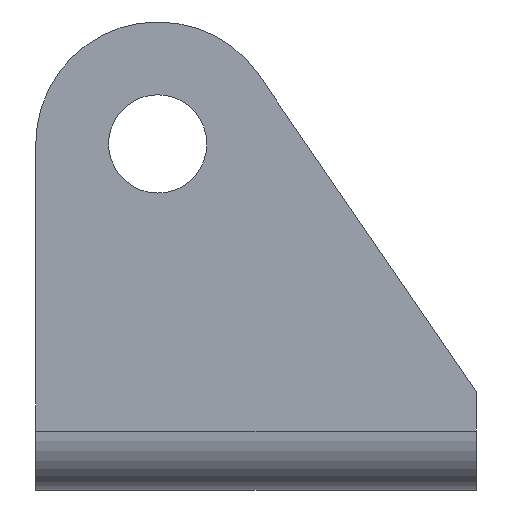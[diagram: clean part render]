
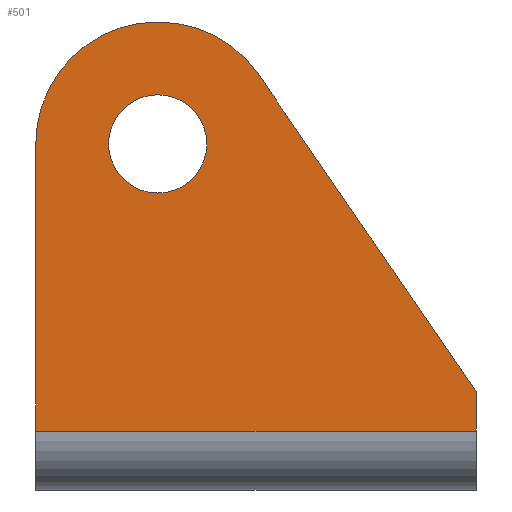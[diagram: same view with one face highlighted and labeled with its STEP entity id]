
A CAD part, left-side view. The second image highlights one B-rep face of the part: STEP entity #501.
In plain terms, the highlighted planar face has unit normal (-1, 0, 0).
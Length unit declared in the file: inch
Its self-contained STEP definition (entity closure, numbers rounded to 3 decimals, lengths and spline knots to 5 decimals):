
#199=CARTESIAN_POINT('',(-0.56767,0.40578,0.755));
#200=VERTEX_POINT('',#199);
#209=CARTESIAN_POINT('',(-0.56767,0.40578,1.005));
#210=VERTEX_POINT('',#209);
#211=CARTESIAN_POINT('',(-0.56767,0.40578,0.88));
#212=DIRECTION('',(1.0,0.0,0.0));
#213=DIRECTION('',(0.0,0.0,-1.0));
#214=AXIS2_PLACEMENT_3D('',#211,#212,#213);
#215=CIRCLE('',#214,0.125);
#216=EDGE_CURVE('',#210,#200,#215,.T.);
#241=CARTESIAN_POINT('',(-0.56767,0.62498,1.0992));
#242=VERTEX_POINT('',#241);
#251=CARTESIAN_POINT('',(-0.56767,0.40578,1.19));
#252=VERTEX_POINT('',#251);
#253=CARTESIAN_POINT('',(-0.56767,0.40578,0.88));
#254=DIRECTION('',(1.,0.,0.));
#255=DIRECTION('',(0.,0.707,0.707));
#256=AXIS2_PLACEMENT_3D('',#253,#254,#255);
#257=CIRCLE('',#256,0.31);
#258=EDGE_CURVE('',#242,#252,#257,.T.);
#285=CARTESIAN_POINT('',(-0.56767,0.25958,1.15429));
#286=VERTEX_POINT('',#285);
#302=CARTESIAN_POINT('',(-0.56767,0.40402,1.19));
#303=VERTEX_POINT('',#302);
#310=CARTESIAN_POINT('',(-0.56767,0.40402,0.88));
#311=DIRECTION('',(1.0,0.0,0.0));
#312=DIRECTION('',(0.0,-0.466,0.885));
#313=AXIS2_PLACEMENT_3D('',#310,#311,#312);
#314=CIRCLE('',#313,0.31);
#315=EDGE_CURVE('',#303,#286,#314,.T.);
#326=CARTESIAN_POINT('',(-0.56767,0.14841,1.05539));
#327=VERTEX_POINT('',#326);
#328=CARTESIAN_POINT('',(-0.56767,0.40402,0.88));
#329=DIRECTION('',(1.0,0.0,0.0));
#330=DIRECTION('',(0.0,-0.466,0.885));
#331=AXIS2_PLACEMENT_3D('',#328,#329,#330);
#332=CIRCLE('',#331,0.31);
#333=EDGE_CURVE('',#286,#327,#332,.T.);
#425=CARTESIAN_POINT('',(-0.56767,-0.40422,0.25));
#426=VERTEX_POINT('',#425);
#427=CARTESIAN_POINT('',(-0.56767,0.14841,1.05539));
#428=DIRECTION('',(0.,-0.566,-0.825));
#429=VECTOR('',#428,0.97676);
#430=LINE('',#427,#429);
#431=EDGE_CURVE('',#327,#426,#430,.T.);
#443=CARTESIAN_POINT('',(-0.56767,0.15578,0.655));
#444=DIRECTION('',(1.0,0.0,0.0));
#445=DIRECTION('',(0.0,0.0,-1.0));
#446=AXIS2_PLACEMENT_3D('',#443,#444,#445);
#447=PLANE('',#446);
#448=ORIENTED_EDGE('',*,*,#315,.F.);
#449=CARTESIAN_POINT('',(-0.56767,0.40578,1.19));
#450=DIRECTION('',(0.0,-1.0,0.0));
#451=VECTOR('',#450,0.00175);
#452=LINE('',#449,#451);
#453=EDGE_CURVE('',#252,#303,#452,.T.);
#454=ORIENTED_EDGE('',*,*,#453,.F.);
#455=ORIENTED_EDGE('',*,*,#258,.F.);
#456=CARTESIAN_POINT('',(-0.56767,0.71578,0.88));
#457=VERTEX_POINT('',#456);
#458=CARTESIAN_POINT('',(-0.56767,0.40578,0.88));
#459=DIRECTION('',(1.,0.,0.));
#460=DIRECTION('',(0.,0.707,0.707));
#461=AXIS2_PLACEMENT_3D('',#458,#459,#460);
#462=CIRCLE('',#461,0.31);
#463=EDGE_CURVE('',#457,#242,#462,.T.);
#464=ORIENTED_EDGE('',*,*,#463,.F.);
#465=CARTESIAN_POINT('',(-0.56767,0.71578,0.15));
#466=VERTEX_POINT('',#465);
#467=CARTESIAN_POINT('',(-0.56767,0.71578,0.15));
#468=DIRECTION('',(0.0,0.0,1.0));
#469=VECTOR('',#468,0.73);
#470=LINE('',#467,#469);
#471=EDGE_CURVE('',#466,#457,#470,.T.);
#472=ORIENTED_EDGE('',*,*,#471,.F.);
#473=CARTESIAN_POINT('',(-0.56767,-0.40422,0.15));
#474=VERTEX_POINT('',#473);
#475=CARTESIAN_POINT('',(-0.56767,0.71578,0.15));
#476=DIRECTION('',(0.0,-1.0,0.0));
#477=VECTOR('',#476,1.12);
#478=LINE('',#475,#477);
#479=EDGE_CURVE('',#466,#474,#478,.T.);
#480=ORIENTED_EDGE('',*,*,#479,.T.);
#481=CARTESIAN_POINT('',(-0.56767,-0.40422,0.25));
#482=DIRECTION('',(0.0,0.0,-1.0));
#483=VECTOR('',#482,0.1);
#484=LINE('',#481,#483);
#485=EDGE_CURVE('',#426,#474,#484,.T.);
#486=ORIENTED_EDGE('',*,*,#485,.F.);
#487=ORIENTED_EDGE('',*,*,#431,.F.);
#488=ORIENTED_EDGE('',*,*,#333,.F.);
#489=EDGE_LOOP('',(#448,#454,#455,#464,#472,#480,#486,#487,#488));
#490=FACE_OUTER_BOUND('',#489,.T.);
#491=ORIENTED_EDGE('',*,*,#216,.T.);
#492=CARTESIAN_POINT('',(-0.56767,0.40578,0.88));
#493=DIRECTION('',(1.0,0.0,0.0));
#494=DIRECTION('',(0.0,0.0,-1.0));
#495=AXIS2_PLACEMENT_3D('',#492,#493,#494);
#496=CIRCLE('',#495,0.125);
#497=EDGE_CURVE('',#200,#210,#496,.T.);
#498=ORIENTED_EDGE('',*,*,#497,.T.);
#499=EDGE_LOOP('',(#491,#498));
#500=FACE_BOUND('',#499,.T.);
#501=ADVANCED_FACE('',(#490,#500),#447,.F.);
